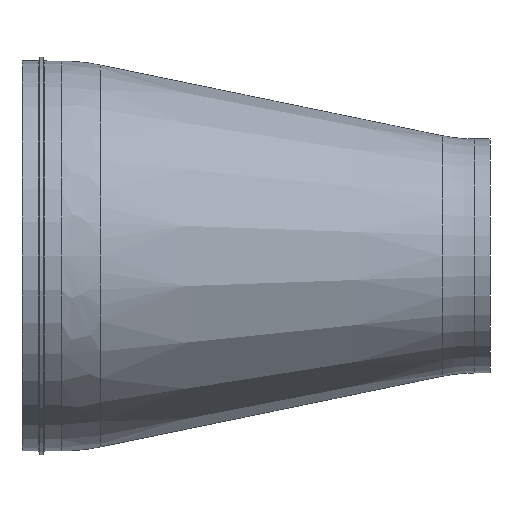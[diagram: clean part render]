
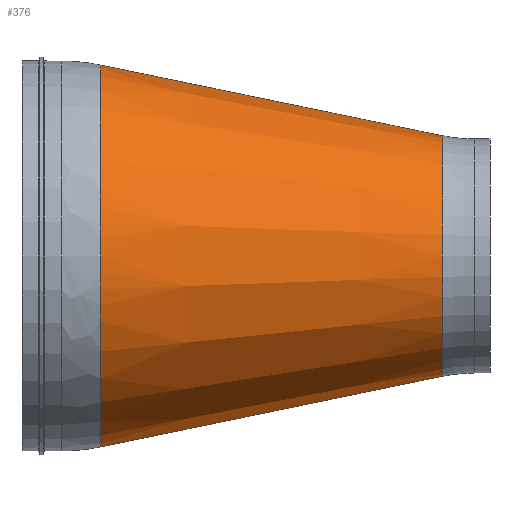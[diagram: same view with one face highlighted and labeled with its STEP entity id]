
A CAD part, left-side view. The second image highlights one B-rep face of the part: STEP entity #376.
In plain terms, the highlighted conical face has half-angle 11.674 degrees and reference radius 30.827 mm.
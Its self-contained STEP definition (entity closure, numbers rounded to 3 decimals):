
#18 = AXIS2_PLACEMENT_3D ( 'NONE', #640, #493, #730 ) ;
#34 = CARTESIAN_POINT ( 'NONE',  ( 0., 12.094, 0. ) ) ;
#67 = VERTEX_POINT ( 'NONE', #251 ) ;
#84 = EDGE_CURVE ( 'NONE', #235, #601, #809, .T. ) ;
#93 = ORIENTED_EDGE ( 'NONE', *, *, #183, .T. ) ;
#96 = DIRECTION ( 'NONE',  ( 0., 1., 0. ) ) ;
#130 = CARTESIAN_POINT ( 'NONE',  ( 0., 12.094, -30.827 ) ) ;
#141 = EDGE_CURVE ( 'NONE', #601, #689, #578, .T. ) ;
#183 = EDGE_CURVE ( 'NONE', #235, #67, #735, .T. ) ;
#214 = CONICAL_SURFACE ( 'NONE', #18, 30.827, 0.204 ) ;
#235 = VERTEX_POINT ( 'NONE', #818 ) ;
#251 = CARTESIAN_POINT ( 'NONE',  ( 0., 12.094, 30.827 ) ) ;
#298 = EDGE_CURVE ( 'NONE', #67, #689, #336, .T. ) ;
#302 = EDGE_LOOP ( 'NONE', ( #976, #93, #700, #676 ) ) ;
#314 = VECTOR ( 'NONE', #403, 1000. ) ;
#336 = LINE ( 'NONE', #448, #314 ) ;
#352 = DIRECTION ( 'NONE',  ( 0., 0.979, -0.202 ) ) ;
#376 = ADVANCED_FACE ( 'NONE', ( #488 ), #214, .T. ) ;
#403 = DIRECTION ( 'NONE',  ( 0., 0.979, 0.202 ) ) ;
#448 = CARTESIAN_POINT ( 'NONE',  ( 0., 12.094, 30.827 ) ) ;
#488 = FACE_OUTER_BOUND ( 'NONE', #302, .T. ) ;
#493 = DIRECTION ( 'NONE',  ( 0., 1., 0. ) ) ;
#533 = AXIS2_PLACEMENT_3D ( 'NONE', #649, #96, #784 ) ;
#548 = CARTESIAN_POINT ( 'NONE',  ( 0., 99.883, -48.966 ) ) ;
#569 = VECTOR ( 'NONE', #352, 1000. ) ;
#578 = CIRCLE ( 'NONE', #533, 48.966 ) ;
#601 = VERTEX_POINT ( 'NONE', #548 ) ;
#640 = CARTESIAN_POINT ( 'NONE',  ( 0., 12.094, 0. ) ) ;
#649 = CARTESIAN_POINT ( 'NONE',  ( 0., 99.883, 0. ) ) ;
#676 = ORIENTED_EDGE ( 'NONE', *, *, #141, .F. ) ;
#689 = VERTEX_POINT ( 'NONE', #952 ) ;
#700 = ORIENTED_EDGE ( 'NONE', *, *, #298, .T. ) ;
#723 = AXIS2_PLACEMENT_3D ( 'NONE', #34, #939, #931 ) ;
#730 = DIRECTION ( 'NONE',  ( 0., 0., 1. ) ) ;
#735 = CIRCLE ( 'NONE', #723, 30.827 ) ;
#784 = DIRECTION ( 'NONE',  ( 0., 0., 1. ) ) ;
#809 = LINE ( 'NONE', #130, #569 ) ;
#818 = CARTESIAN_POINT ( 'NONE',  ( 0., 12.094, -30.827 ) ) ;
#931 = DIRECTION ( 'NONE',  ( 0., 0., 1. ) ) ;
#939 = DIRECTION ( 'NONE',  ( 0., 1., 0. ) ) ;
#952 = CARTESIAN_POINT ( 'NONE',  ( 0., 99.883, 48.966 ) ) ;
#976 = ORIENTED_EDGE ( 'NONE', *, *, #84, .F. ) ;
